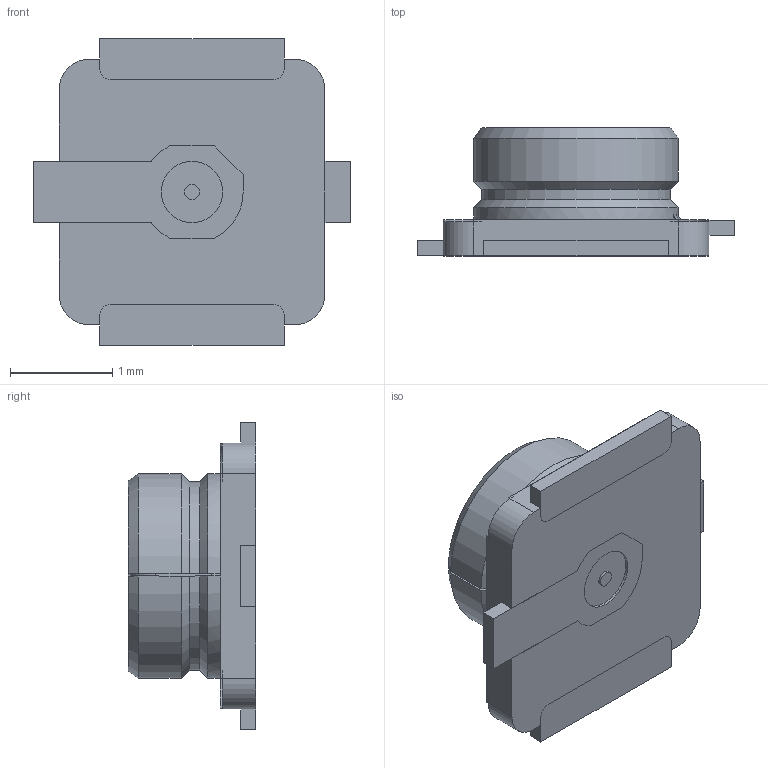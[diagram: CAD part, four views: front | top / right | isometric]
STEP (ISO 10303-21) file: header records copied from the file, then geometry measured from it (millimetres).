
FILE_DESCRIPTION (( 'STEP AP214' ), '1' );
FILE_NAME ('20279-001E-03.STEP', '2023-12-14T17:01:39', ( '' ), ( '' ), 'SwSTEP 2.0', 'SolidWorks 2021', '' );
FILE_SCHEMA (( 'AUTOMOTIVE_DESIGN' ));
Length unit declared in the file: millimetre
Products named in the file (1): 20279-001E-03
Bounding box: 3.1 x 1.25 x 3 mm (x, y, z)
Volume: 3.4 mm3; surface area: 42.8 mm2
Topology: 8 solids, 8 shells, 134 faces, 333 edges, 217 vertices
Faces by surface type: plane 73, cylinder 52, cone 5, torus 2, sphere 2
Entity records: 4126 total; most frequent: CARTESIAN_POINT 817, DIRECTION 665, ORIENTED_EDGE 662, EDGE_CURVE 331, AXIS2_PLACEMENT_3D 239, VERTEX_POINT 217, LINE 187, VECTOR 187
